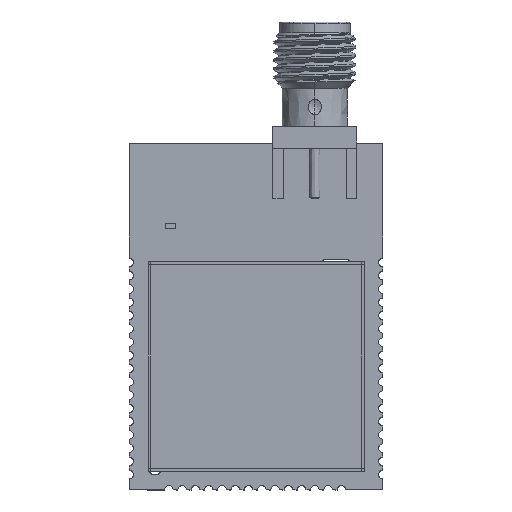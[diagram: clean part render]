
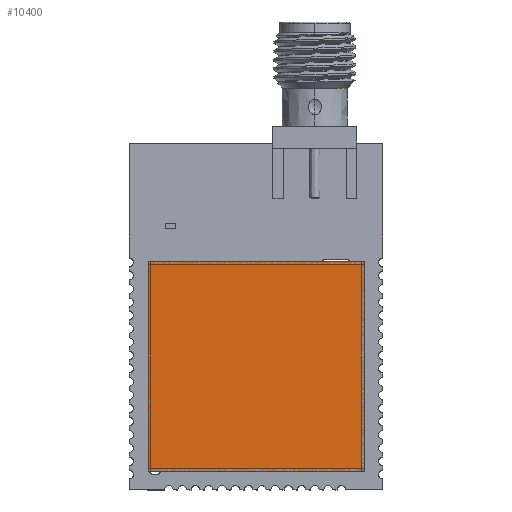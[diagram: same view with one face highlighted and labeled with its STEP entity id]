
A CAD part, top view. The second image highlights one B-rep face of the part: STEP entity #10400.
In plain terms, the highlighted face is planar.
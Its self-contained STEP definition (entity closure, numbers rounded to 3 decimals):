
#10091 = VERTEX_POINT('',#10092);
#10092 = CARTESIAN_POINT('',(0.,0.,0.));
#10101 = PLANE('',#10102);
#10102 = AXIS2_PLACEMENT_3D('',#10103,#10104,#10105);
#10103 = CARTESIAN_POINT('',(0.,0.,0.));
#10104 = DIRECTION('',(1.,0.,0.));
#10105 = DIRECTION('',(0.,0.,1.));
#10113 = PLANE('',#10114);
#10114 = AXIS2_PLACEMENT_3D('',#10115,#10116,#10117);
#10115 = CARTESIAN_POINT('',(0.,0.,0.));
#10116 = DIRECTION('',(0.,1.,0.));
#10117 = DIRECTION('',(0.,-0.,1.));
#10125 = EDGE_CURVE('',#10091,#10126,#10128,.T.);
#10126 = VERTEX_POINT('',#10127);
#10127 = CARTESIAN_POINT('',(0.,15.8,0.));
#10128 = SURFACE_CURVE('',#10129,(#10133,#10140),.PCURVE_S1.);
#10129 = LINE('',#10130,#10131);
#10130 = CARTESIAN_POINT('',(0.,0.,0.));
#10131 = VECTOR('',#10132,1.);
#10132 = DIRECTION('',(0.,1.,0.));
#10133 = PCURVE('',#10101,#10134);
#10134 = DEFINITIONAL_REPRESENTATION('',(#10135),#10139);
#10135 = LINE('',#10136,#10137);
#10136 = CARTESIAN_POINT('',(0.,0.));
#10137 = VECTOR('',#10138,1.);
#10138 = DIRECTION('',(0.,-1.));
#10139 = ( GEOMETRIC_REPRESENTATION_CONTEXT(2) 
PARAMETRIC_REPRESENTATION_CONTEXT() REPRESENTATION_CONTEXT('2D SPACE',''
  ) );
#10140 = PCURVE('',#10141,#10146);
#10141 = PLANE('',#10142);
#10142 = AXIS2_PLACEMENT_3D('',#10143,#10144,#10145);
#10143 = CARTESIAN_POINT('',(0.,0.,0.));
#10144 = DIRECTION('',(0.,0.,1.));
#10145 = DIRECTION('',(1.,0.,-0.));
#10146 = DEFINITIONAL_REPRESENTATION('',(#10147),#10151);
#10147 = LINE('',#10148,#10149);
#10148 = CARTESIAN_POINT('',(0.,0.));
#10149 = VECTOR('',#10150,1.);
#10150 = DIRECTION('',(0.,1.));
#10151 = ( GEOMETRIC_REPRESENTATION_CONTEXT(2) 
PARAMETRIC_REPRESENTATION_CONTEXT() REPRESENTATION_CONTEXT('2D SPACE',''
  ) );
#10169 = PLANE('',#10170);
#10170 = AXIS2_PLACEMENT_3D('',#10171,#10172,#10173);
#10171 = CARTESIAN_POINT('',(0.,15.8,0.));
#10172 = DIRECTION('',(0.,1.,0.));
#10173 = DIRECTION('',(0.,-0.,1.));
#10211 = VERTEX_POINT('',#10212);
#10212 = CARTESIAN_POINT('',(16.3,0.,0.));
#10221 = PLANE('',#10222);
#10222 = AXIS2_PLACEMENT_3D('',#10223,#10224,#10225);
#10223 = CARTESIAN_POINT('',(16.3,0.,0.));
#10224 = DIRECTION('',(1.,0.,0.));
#10225 = DIRECTION('',(0.,0.,1.));
#10240 = EDGE_CURVE('',#10211,#10241,#10243,.T.);
#10241 = VERTEX_POINT('',#10242);
#10242 = CARTESIAN_POINT('',(16.3,15.8,0.));
#10243 = SURFACE_CURVE('',#10244,(#10248,#10255),.PCURVE_S1.);
#10244 = LINE('',#10245,#10246);
#10245 = CARTESIAN_POINT('',(16.3,0.,0.));
#10246 = VECTOR('',#10247,1.);
#10247 = DIRECTION('',(0.,1.,0.));
#10248 = PCURVE('',#10221,#10249);
#10249 = DEFINITIONAL_REPRESENTATION('',(#10250),#10254);
#10250 = LINE('',#10251,#10252);
#10251 = CARTESIAN_POINT('',(0.,0.));
#10252 = VECTOR('',#10253,1.);
#10253 = DIRECTION('',(0.,-1.));
#10254 = ( GEOMETRIC_REPRESENTATION_CONTEXT(2) 
PARAMETRIC_REPRESENTATION_CONTEXT() REPRESENTATION_CONTEXT('2D SPACE',''
  ) );
#10255 = PCURVE('',#10141,#10256);
#10256 = DEFINITIONAL_REPRESENTATION('',(#10257),#10261);
#10257 = LINE('',#10258,#10259);
#10258 = CARTESIAN_POINT('',(16.3,0.));
#10259 = VECTOR('',#10260,1.);
#10260 = DIRECTION('',(0.,1.));
#10261 = ( GEOMETRIC_REPRESENTATION_CONTEXT(2) 
PARAMETRIC_REPRESENTATION_CONTEXT() REPRESENTATION_CONTEXT('2D SPACE',''
  ) );
#10310 = EDGE_CURVE('',#10091,#10211,#10311,.T.);
#10311 = SURFACE_CURVE('',#10312,(#10316,#10323),.PCURVE_S1.);
#10312 = LINE('',#10313,#10314);
#10313 = CARTESIAN_POINT('',(0.,0.,0.));
#10314 = VECTOR('',#10315,1.);
#10315 = DIRECTION('',(1.,0.,0.));
#10316 = PCURVE('',#10113,#10317);
#10317 = DEFINITIONAL_REPRESENTATION('',(#10318),#10322);
#10318 = LINE('',#10319,#10320);
#10319 = CARTESIAN_POINT('',(0.,0.));
#10320 = VECTOR('',#10321,1.);
#10321 = DIRECTION('',(0.,1.));
#10322 = ( GEOMETRIC_REPRESENTATION_CONTEXT(2) 
PARAMETRIC_REPRESENTATION_CONTEXT() REPRESENTATION_CONTEXT('2D SPACE',''
  ) );
#10323 = PCURVE('',#10141,#10324);
#10324 = DEFINITIONAL_REPRESENTATION('',(#10325),#10329);
#10325 = LINE('',#10326,#10327);
#10326 = CARTESIAN_POINT('',(0.,0.));
#10327 = VECTOR('',#10328,1.);
#10328 = DIRECTION('',(1.,0.));
#10329 = ( GEOMETRIC_REPRESENTATION_CONTEXT(2) 
PARAMETRIC_REPRESENTATION_CONTEXT() REPRESENTATION_CONTEXT('2D SPACE',''
  ) );
#10357 = EDGE_CURVE('',#10126,#10241,#10358,.T.);
#10358 = SURFACE_CURVE('',#10359,(#10363,#10370),.PCURVE_S1.);
#10359 = LINE('',#10360,#10361);
#10360 = CARTESIAN_POINT('',(0.,15.8,0.));
#10361 = VECTOR('',#10362,1.);
#10362 = DIRECTION('',(1.,0.,0.));
#10363 = PCURVE('',#10169,#10364);
#10364 = DEFINITIONAL_REPRESENTATION('',(#10365),#10369);
#10365 = LINE('',#10366,#10367);
#10366 = CARTESIAN_POINT('',(0.,0.));
#10367 = VECTOR('',#10368,1.);
#10368 = DIRECTION('',(0.,1.));
#10369 = ( GEOMETRIC_REPRESENTATION_CONTEXT(2) 
PARAMETRIC_REPRESENTATION_CONTEXT() REPRESENTATION_CONTEXT('2D SPACE',''
  ) );
#10370 = PCURVE('',#10141,#10371);
#10371 = DEFINITIONAL_REPRESENTATION('',(#10372),#10376);
#10372 = LINE('',#10373,#10374);
#10373 = CARTESIAN_POINT('',(0.,15.8));
#10374 = VECTOR('',#10375,1.);
#10375 = DIRECTION('',(1.,0.));
#10376 = ( GEOMETRIC_REPRESENTATION_CONTEXT(2) 
PARAMETRIC_REPRESENTATION_CONTEXT() REPRESENTATION_CONTEXT('2D SPACE',''
  ) );
#10400 = ADVANCED_FACE('',(#10401),#10141,.F.);
#10401 = FACE_BOUND('',#10402,.F.);
#10402 = EDGE_LOOP('',(#10403,#10404,#10405,#10406));
#10403 = ORIENTED_EDGE('',*,*,#10125,.F.);
#10404 = ORIENTED_EDGE('',*,*,#10310,.T.);
#10405 = ORIENTED_EDGE('',*,*,#10240,.T.);
#10406 = ORIENTED_EDGE('',*,*,#10357,.F.);
